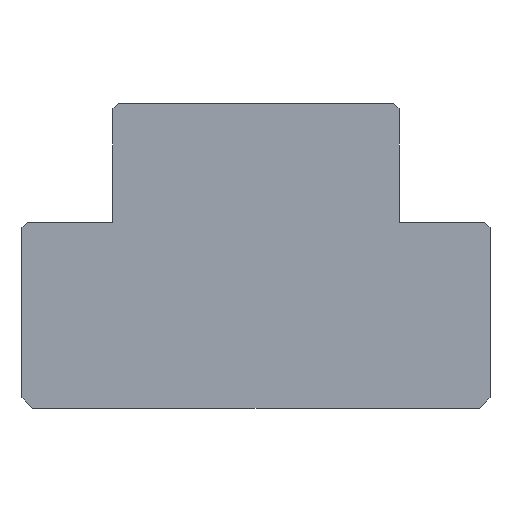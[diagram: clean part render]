
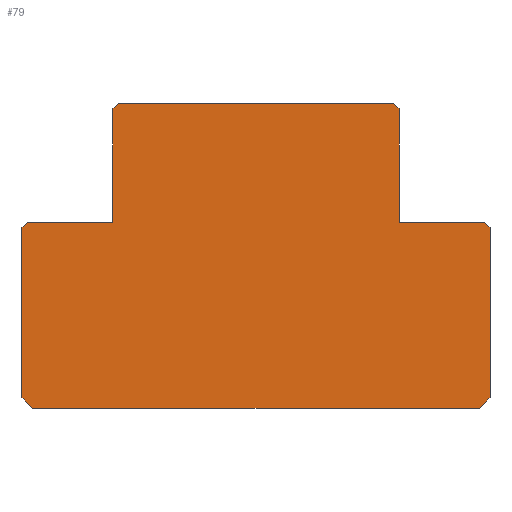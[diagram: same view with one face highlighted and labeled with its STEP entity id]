
A CAD part, front view. The second image highlights one B-rep face of the part: STEP entity #79.
In plain terms, the highlighted planar face has unit normal (0, -1, 0).
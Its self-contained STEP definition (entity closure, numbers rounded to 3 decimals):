
#79 = ADVANCED_FACE( '', ( #100 ), #101, .F. );
#100 = FACE_OUTER_BOUND( '', #132, .T. );
#101 = PLANE( '', #133 );
#132 = EDGE_LOOP( '', ( #184, #185, #186, #187, #188, #189, #190, #191, #192, #193, #194, #195, #196, #197 ) );
#133 = AXIS2_PLACEMENT_3D( '', #198, #199, #200 );
#184 = ORIENTED_EDGE( '', *, *, #303, .F. );
#185 = ORIENTED_EDGE( '', *, *, #304, .T. );
#186 = ORIENTED_EDGE( '', *, *, #300, .F. );
#187 = ORIENTED_EDGE( '', *, *, #298, .F. );
#188 = ORIENTED_EDGE( '', *, *, #305, .T. );
#189 = ORIENTED_EDGE( '', *, *, #288, .F. );
#190 = ORIENTED_EDGE( '', *, *, #306, .T. );
#191 = ORIENTED_EDGE( '', *, *, #307, .F. );
#192 = ORIENTED_EDGE( '', *, *, #308, .T. );
#193 = ORIENTED_EDGE( '', *, *, #309, .F. );
#194 = ORIENTED_EDGE( '', *, *, #310, .T. );
#195 = ORIENTED_EDGE( '', *, *, #311, .F. );
#196 = ORIENTED_EDGE( '', *, *, #312, .F. );
#197 = ORIENTED_EDGE( '', *, *, #292, .T. );
#198 = CARTESIAN_POINT( '', ( -22., -25., 28.67 ) );
#199 = DIRECTION( '', ( 0., 1., 0. ) );
#200 = DIRECTION( '', ( 0., 0., 1. ) );
#288 = EDGE_CURVE( '', #330, #331, #332, .T. );
#292 = EDGE_CURVE( '', #338, #339, #340, .F. );
#298 = EDGE_CURVE( '', #349, #351, #352, .T. );
#300 = EDGE_CURVE( '', #351, #354, #355, .T. );
#303 = EDGE_CURVE( '', #359, #339, #360, .T. );
#304 = EDGE_CURVE( '', #359, #354, #361, .F. );
#305 = EDGE_CURVE( '', #349, #331, #362, .F. );
#306 = EDGE_CURVE( '', #330, #363, #364, .F. );
#307 = EDGE_CURVE( '', #365, #363, #366, .T. );
#308 = EDGE_CURVE( '', #365, #367, #368, .F. );
#309 = EDGE_CURVE( '', #369, #367, #370, .T. );
#310 = EDGE_CURVE( '', #369, #371, #372, .F. );
#311 = EDGE_CURVE( '', #373, #371, #374, .T. );
#312 = EDGE_CURVE( '', #338, #373, #375, .T. );
#330 = VERTEX_POINT( '', #400 );
#331 = VERTEX_POINT( '', #401 );
#332 = LINE( '', #402, #403 );
#338 = VERTEX_POINT( '', #412 );
#339 = VERTEX_POINT( '', #413 );
#340 = LINE( '', #414, #415 );
#349 = VERTEX_POINT( '', #428 );
#351 = VERTEX_POINT( '', #431 );
#352 = LINE( '', #432, #433 );
#354 = VERTEX_POINT( '', #436 );
#355 = LINE( '', #437, #438 );
#359 = VERTEX_POINT( '', #444 );
#360 = LINE( '', #445, #446 );
#361 = LINE( '', #447, #448 );
#362 = LINE( '', #449, #450 );
#363 = VERTEX_POINT( '', #451 );
#364 = LINE( '', #452, #453 );
#365 = VERTEX_POINT( '', #454 );
#366 = LINE( '', #455, #456 );
#367 = VERTEX_POINT( '', #457 );
#368 = LINE( '', #458, #459 );
#369 = VERTEX_POINT( '', #460 );
#370 = LINE( '', #461, #462 );
#371 = VERTEX_POINT( '', #463 );
#372 = LINE( '', #464, #465 );
#373 = VERTEX_POINT( '', #466 );
#374 = LINE( '', #467, #468 );
#375 = LINE( '', #469, #470 );
#400 = CARTESIAN_POINT( '', ( -22., -25., 1. ) );
#401 = CARTESIAN_POINT( '', ( -22., -25., 17. ) );
#402 = CARTESIAN_POINT( '', ( -22., -25., 0. ) );
#403 = VECTOR( '', #512, 1000. );
#412 = CARTESIAN_POINT( '', ( 13.45, -25., 28.17 ) );
#413 = CARTESIAN_POINT( '', ( 12.95, -25., 28.67 ) );
#414 = CARTESIAN_POINT( '', ( 12.95, -25., 28.67 ) );
#415 = VECTOR( '', #516, 1000. );
#428 = CARTESIAN_POINT( '', ( -21.5, -25., 17.5 ) );
#431 = CARTESIAN_POINT( '', ( -13.45, -25., 17.5 ) );
#432 = CARTESIAN_POINT( '', ( -22., -25., 17.5 ) );
#433 = VECTOR( '', #522, 1000. );
#436 = CARTESIAN_POINT( '', ( -13.45, -25., 28.17 ) );
#437 = CARTESIAN_POINT( '', ( -13.45, -25., 17.5 ) );
#438 = VECTOR( '', #524, 1000. );
#444 = CARTESIAN_POINT( '', ( -12.95, -25., 28.67 ) );
#445 = CARTESIAN_POINT( '', ( -13.45, -25., 28.67 ) );
#446 = VECTOR( '', #527, 1000. );
#447 = CARTESIAN_POINT( '', ( -13.45, -25., 28.17 ) );
#448 = VECTOR( '', #528, 1000. );
#449 = CARTESIAN_POINT( '', ( -22., -25., 17. ) );
#450 = VECTOR( '', #529, 1000. );
#451 = CARTESIAN_POINT( '', ( -21., -25., 0. ) );
#452 = CARTESIAN_POINT( '', ( -21., -25., 0. ) );
#453 = VECTOR( '', #530, 1000. );
#454 = CARTESIAN_POINT( '', ( 21., -25., 0. ) );
#455 = CARTESIAN_POINT( '', ( 22., -25., 0. ) );
#456 = VECTOR( '', #531, 1000. );
#457 = CARTESIAN_POINT( '', ( 22., -25., 1. ) );
#458 = CARTESIAN_POINT( '', ( 22., -25., 1. ) );
#459 = VECTOR( '', #532, 1000. );
#460 = CARTESIAN_POINT( '', ( 22., -25., 17. ) );
#461 = CARTESIAN_POINT( '', ( 22., -25., 17.5 ) );
#462 = VECTOR( '', #533, 1000. );
#463 = CARTESIAN_POINT( '', ( 21.5, -25., 17.5 ) );
#464 = CARTESIAN_POINT( '', ( 21.5, -25., 17.5 ) );
#465 = VECTOR( '', #534, 1000. );
#466 = CARTESIAN_POINT( '', ( 13.45, -25., 17.5 ) );
#467 = CARTESIAN_POINT( '', ( 13.45, -25., 17.5 ) );
#468 = VECTOR( '', #535, 1000. );
#469 = CARTESIAN_POINT( '', ( 13.45, -25., 28.67 ) );
#470 = VECTOR( '', #536, 1000. );
#512 = DIRECTION( '', ( 0., 0., 1. ) );
#516 = DIRECTION( '', ( 0.707, 0., -0.707 ) );
#522 = DIRECTION( '', ( 1., 0., 0. ) );
#524 = DIRECTION( '', ( 0., 0., 1. ) );
#527 = DIRECTION( '', ( 1., 0., 0. ) );
#528 = DIRECTION( '', ( 0.707, 0., 0.707 ) );
#529 = DIRECTION( '', ( 0.707, 0., 0.707 ) );
#530 = DIRECTION( '', ( -0.707, 0., 0.707 ) );
#531 = DIRECTION( '', ( -1., 0., 0. ) );
#532 = DIRECTION( '', ( -0.707, 0., -0.707 ) );
#533 = DIRECTION( '', ( 0., 0., -1. ) );
#534 = DIRECTION( '', ( 0.707, 0., -0.707 ) );
#535 = DIRECTION( '', ( 1., 0., 0. ) );
#536 = DIRECTION( '', ( 0., 0., -1. ) );
